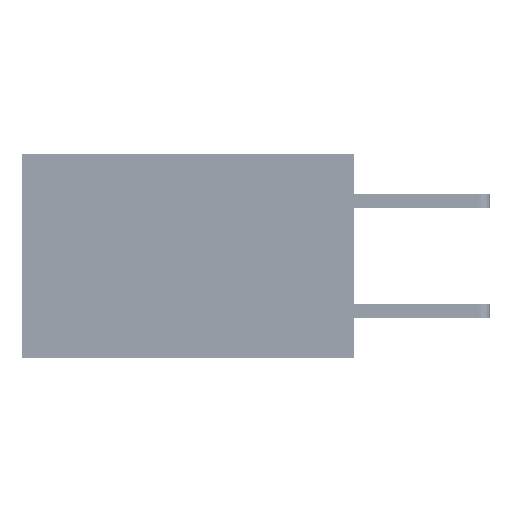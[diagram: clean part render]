
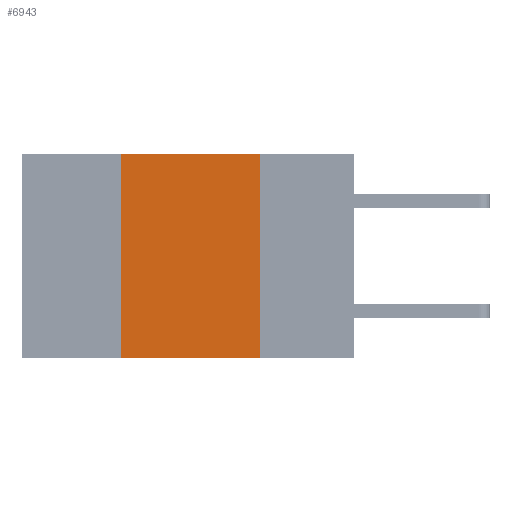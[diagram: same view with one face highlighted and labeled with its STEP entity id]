
A CAD part, left-side view. The second image highlights one B-rep face of the part: STEP entity #6943.
In plain terms, the highlighted planar face has unit normal (-1, 0, 0).
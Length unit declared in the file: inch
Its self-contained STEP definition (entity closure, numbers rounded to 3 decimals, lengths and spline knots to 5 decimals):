
#1596 = CARTESIAN_POINT ( 'NONE',  ( 0., 0.17, 0. ) ) ;
#2193 = LINE ( 'NONE', #9849, #26869 ) ;
#3676 = CARTESIAN_POINT ( 'NONE',  ( 0., 0.42, -0.37 ) ) ;
#4413 = VECTOR ( 'NONE', #34317, 39.37008 ) ;
#5653 = LINE ( 'NONE', #9908, #41797 ) ;
#6718 = ORIENTED_EDGE ( 'NONE', *, *, #28016, .F. ) ;
#6844 = DIRECTION ( 'NONE',  ( 0., 0., -1. ) ) ;
#6943 = ADVANCED_FACE ( 'NONE', ( #10696 ), #45232, .F. ) ;
#8335 = EDGE_LOOP ( 'NONE', ( #29701, #6718, #43070, #28888 ) ) ;
#8456 = VERTEX_POINT ( 'NONE', #28774 ) ;
#9350 = CARTESIAN_POINT ( 'NONE',  ( 0., 0.42, 0. ) ) ;
#9849 = CARTESIAN_POINT ( 'NONE',  ( 0., 0.6, 0. ) ) ;
#9908 = CARTESIAN_POINT ( 'NONE',  ( 0., 0.6, -0.37 ) ) ;
#10696 = FACE_OUTER_BOUND ( 'NONE', #8335, .T. ) ;
#10750 = LINE ( 'NONE', #10993, #20191 ) ;
#10993 = CARTESIAN_POINT ( 'NONE',  ( 0., 0.42, 0. ) ) ;
#12624 = LINE ( 'NONE', #13356, #4413 ) ;
#13356 = CARTESIAN_POINT ( 'NONE',  ( 0., 0.17, 0. ) ) ;
#13480 = DIRECTION ( 'NONE',  ( 0., -1., 0. ) ) ;
#16996 = VERTEX_POINT ( 'NONE', #3676 ) ;
#18810 = EDGE_CURVE ( 'NONE', #40425, #8456, #12624, .T. ) ;
#20191 = VECTOR ( 'NONE', #32015, 39.37008 ) ;
#24365 = CARTESIAN_POINT ( 'NONE',  ( 0., 0.6, 0. ) ) ;
#26869 = VECTOR ( 'NONE', #41375, 39.37008 ) ;
#27808 = DIRECTION ( 'NONE',  ( 1., 0., 0. ) ) ;
#28016 = EDGE_CURVE ( 'NONE', #43131, #40425, #2193, .T. ) ;
#28774 = CARTESIAN_POINT ( 'NONE',  ( 0., 0.17, -0.37 ) ) ;
#28888 = ORIENTED_EDGE ( 'NONE', *, *, #32794, .T. ) ;
#29701 = ORIENTED_EDGE ( 'NONE', *, *, #18810, .F. ) ;
#30431 = EDGE_CURVE ( 'NONE', #16996, #43131, #10750, .T. ) ;
#32015 = DIRECTION ( 'NONE',  ( 0., 0., 1. ) ) ;
#32794 = EDGE_CURVE ( 'NONE', #16996, #8456, #5653, .T. ) ;
#33678 = AXIS2_PLACEMENT_3D ( 'NONE', #24365, #27808, #6844 ) ;
#34317 = DIRECTION ( 'NONE',  ( 0., 0., -1. ) ) ;
#40425 = VERTEX_POINT ( 'NONE', #1596 ) ;
#41375 = DIRECTION ( 'NONE',  ( 0., -1., 0. ) ) ;
#41797 = VECTOR ( 'NONE', #13480, 39.37008 ) ;
#43070 = ORIENTED_EDGE ( 'NONE', *, *, #30431, .F. ) ;
#43131 = VERTEX_POINT ( 'NONE', #9350 ) ;
#45232 = PLANE ( 'NONE',  #33678 ) ;
